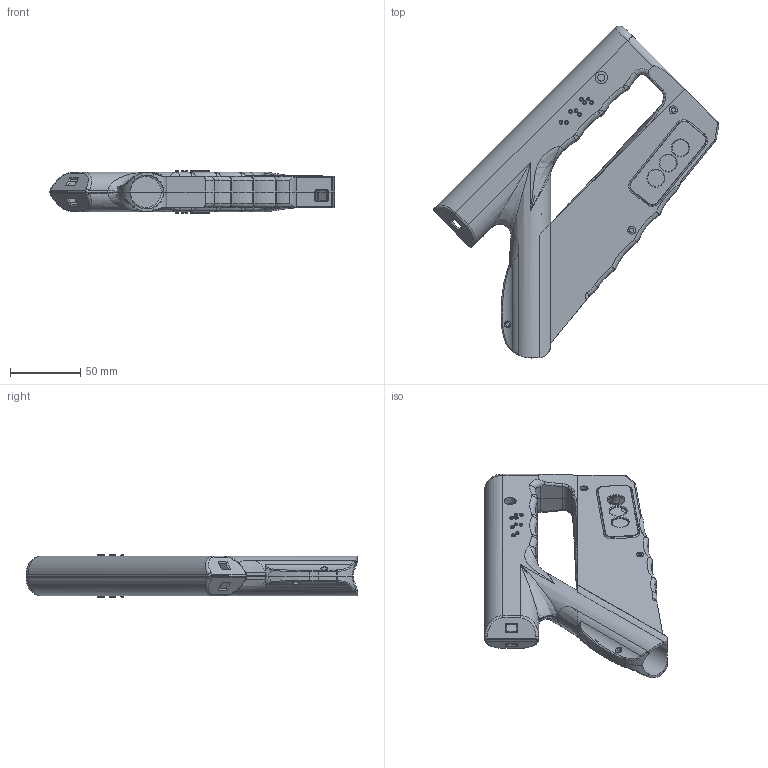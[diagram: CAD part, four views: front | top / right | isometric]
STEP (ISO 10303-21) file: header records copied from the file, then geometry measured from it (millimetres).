
FILE_DESCRIPTION(/* description */ ('','CAx-IF Rec.Pracs.---Representation and Presentation of Product Manufacturing Information (PMI)---4.0---2014-10-13'),/* implementation_level */ '2;1');
FILE_NAME(/* name */ 'TSI BS Final Product v22.step',/* time_stamp */ '2025-02-16T13:38:00+05:30',/* author */ (''),/* organization */ (''),/* preprocessor_version */ 'ST-DEVELOPER v20',/* originating_system */ 'Autodesk Translation Framework v13.20.0.188',/* authorisation */ '');
FILE_SCHEMA (('AP242_MANAGED_MODEL_BASED_3D_ENGINEERING_MIM_LF { 1 0 10303 442 1 1 4 }'));
Products named in the file (1): TSI BS Final Product
Bounding box: 202.48 x 235.51 x 30 mm (x, y, z)
Volume: 177448 mm3; surface area: 120288.3 mm2
Topology: 2 solids, 2 shells, 763 faces, 1883 edges, 1156 vertices
Faces by surface type: bspline 328, plane 191, cylinder 188, torus 47, cone 7, sphere 2
Full cylindrical faces by diameter (mm): 2.6 x2, 3 x1, 3.1 x2, 3.9 x3, 3.95 x2, 4.4 x6, 4.7 x2, 5 x2, 5.1 x2, 5.5 x1, 5.7 x2, 6 x2, 6.35 x2, 8.7 x2, 10 x2, 11.8 x3
Entity records: 41511 total; most frequent: CARTESIAN_POINT 25313, ORIENTED_EDGE 3750, DIRECTION 2680, EDGE_CURVE 1875, VERTEX_POINT 1156, AXIS2_PLACEMENT_3D 1019, EDGE_LOOP 841, FACE_OUTER_BOUND 763
